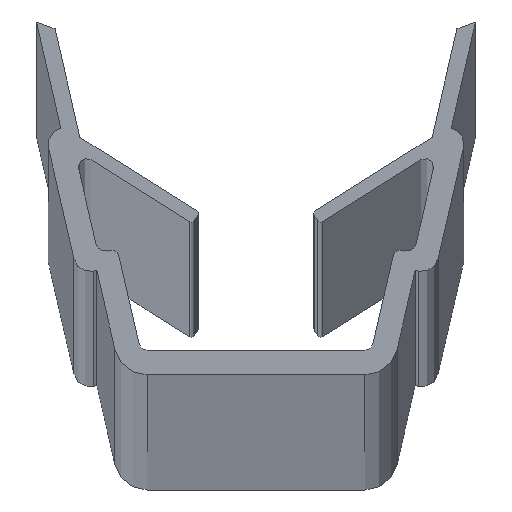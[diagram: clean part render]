
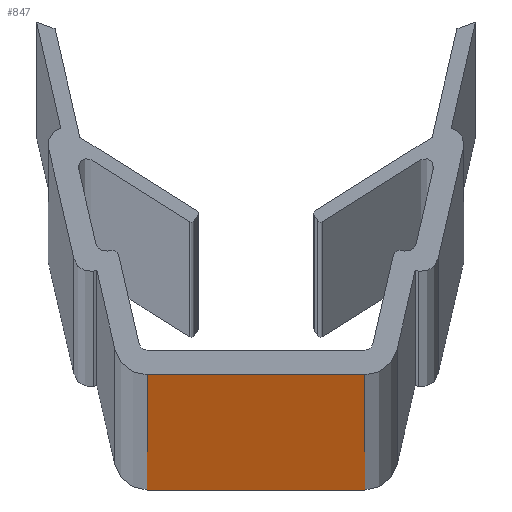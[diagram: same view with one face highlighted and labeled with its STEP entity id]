
A CAD part, top view. The second image highlights one B-rep face of the part: STEP entity #847.
In plain terms, the highlighted planar face has unit normal (0, -1, 0).
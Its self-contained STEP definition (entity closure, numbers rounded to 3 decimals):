
#107 = CARTESIAN_POINT ( 'NONE',  ( -4.1, 0., -1000. ) ) ;
#142 = VECTOR ( 'NONE', #618, 1000. ) ;
#165 = VECTOR ( 'NONE', #883, 1000. ) ;
#251 = DIRECTION ( 'NONE',  ( 1., 0., 0. ) ) ;
#344 = DIRECTION ( 'NONE',  ( 1., 0., 0. ) ) ;
#366 = CARTESIAN_POINT ( 'NONE',  ( 3.303, 0., -1000. ) ) ;
#411 = ORIENTED_EDGE ( 'NONE', *, *, #800, .T. ) ;
#415 = VERTEX_POINT ( 'NONE', #1697 ) ;
#425 = ORIENTED_EDGE ( 'NONE', *, *, #719, .T. ) ;
#518 = VECTOR ( 'NONE', #344, 1000. ) ;
#618 = DIRECTION ( 'NONE',  ( 0., 0., -1. ) ) ;
#671 = PLANE ( 'NONE',  #1615 ) ;
#719 = EDGE_CURVE ( 'NONE', #1296, #1043, #1028, .T. ) ;
#759 = VECTOR ( 'NONE', #251, 1000. ) ;
#800 = EDGE_CURVE ( 'NONE', #1043, #1635, #1538, .T. ) ;
#847 = ADVANCED_FACE ( 'NONE', ( #918 ), #671, .T. ) ;
#883 = DIRECTION ( 'NONE',  ( 0., 0., 1. ) ) ;
#885 = CARTESIAN_POINT ( 'NONE',  ( -3.303, 0., -1000. ) ) ;
#888 = LINE ( 'NONE', #1392, #518 ) ;
#896 = CARTESIAN_POINT ( 'NONE',  ( -3.303, 0., -1000. ) ) ;
#918 = FACE_OUTER_BOUND ( 'NONE', #1693, .T. ) ;
#1028 = LINE ( 'NONE', #107, #759 ) ;
#1043 = VERTEX_POINT ( 'NONE', #1612 ) ;
#1091 = CARTESIAN_POINT ( 'NONE',  ( 3.303, 0., 1000. ) ) ;
#1139 = EDGE_CURVE ( 'NONE', #415, #1635, #888, .T. ) ;
#1157 = ORIENTED_EDGE ( 'NONE', *, *, #1139, .F. ) ;
#1217 = ORIENTED_EDGE ( 'NONE', *, *, #1561, .T. ) ;
#1296 = VERTEX_POINT ( 'NONE', #896 ) ;
#1392 = CARTESIAN_POINT ( 'NONE',  ( -3.303, 0., 1000. ) ) ;
#1427 = DIRECTION ( 'NONE',  ( 0., 0., -1. ) ) ;
#1538 = LINE ( 'NONE', #366, #165 ) ;
#1541 = LINE ( 'NONE', #885, #142 ) ;
#1561 = EDGE_CURVE ( 'NONE', #415, #1296, #1541, .T. ) ;
#1582 = DIRECTION ( 'NONE',  ( 0., -1., 0. ) ) ;
#1605 = CARTESIAN_POINT ( 'NONE',  ( -4.1, 0., -1000. ) ) ;
#1612 = CARTESIAN_POINT ( 'NONE',  ( 3.303, 0., -1000. ) ) ;
#1615 = AXIS2_PLACEMENT_3D ( 'NONE', #1605, #1582, #1427 ) ;
#1635 = VERTEX_POINT ( 'NONE', #1091 ) ;
#1693 = EDGE_LOOP ( 'NONE', ( #425, #411, #1157, #1217 ) ) ;
#1697 = CARTESIAN_POINT ( 'NONE',  ( -3.303, 0., 1000. ) ) ;
